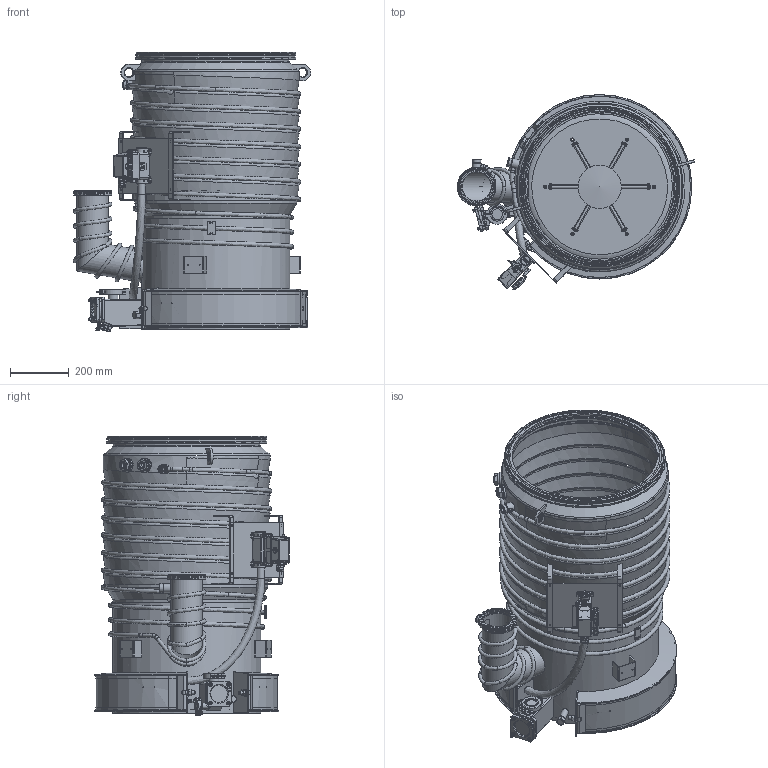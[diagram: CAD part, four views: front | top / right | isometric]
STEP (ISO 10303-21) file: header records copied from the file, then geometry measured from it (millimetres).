
FILE_DESCRIPTION(('STEP AP242'), '1');
FILE_NAME('ÍÄ-500 ñ ØÐ èñõîäíèê ïîâåðõíîñòÿìè', '2025-09-08T08:46:40', ('User'), (''), 'C3D Converter', 'C3D Toolkit', '');
FILE_SCHEMA(('AP242_MANAGED_MODEL_BASED_3D_ENGINEERING_MIM_LF { 1 0 10303 442 1 1 4 }'));
Length unit declared in the file: millimetre
Bounding box: 810.62 x 666.52 x 955.24 mm (x, y, z)
Surface area: 4707248 mm2 (no closed solid volume)
Topology: 0 solids, 199 shells, 1709 faces, 6163 edges, 4451 vertices
Faces by surface type: plane 615, cylinder 588, torus 203, bspline 201, cone 73, sphere 24, revolution 4, extrusion 1
Full cylindrical faces by diameter (mm): 1.2 x4, 2.459 x2, 2.95 x2, 3 x8, 3.1 x2, 3.4 x2, 3.5 x3, 4.2 x1, 5 x3, 5.5 x4, 6 x2, 6.5 x1, 7 x2, 7.6 x2, 8 x2, 8.4 x2, 8.8 x2, 9.8 x2, 10 x10, 11.5 x1, 12 x15, 13 x3, 14 x2, 14.2 x1, 14.95 x2, 15 x1, 18 x3, 18.632 x2, 20 x4, 21 x1
Entity records: 143973 total; most frequent: CARTESIAN_POINT 96030, DIRECTION 9300, ORIENTED_EDGE 8872, EDGE_CURVE 5844, VERTEX_POINT 4441, AXIS2_PLACEMENT_3D 3488, VECTOR 2320, LINE 2319
